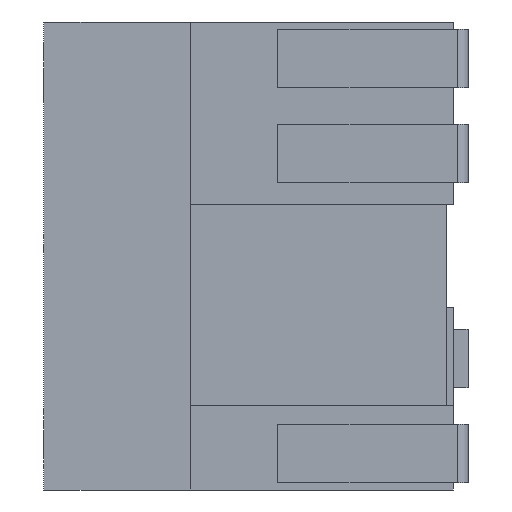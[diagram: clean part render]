
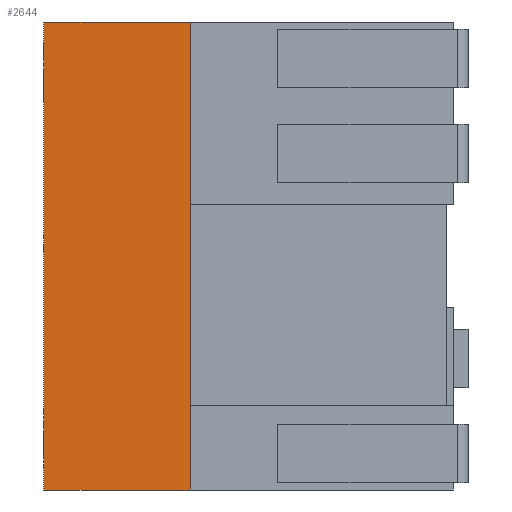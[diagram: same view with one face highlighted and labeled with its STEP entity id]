
A CAD part, left-side view. The second image highlights one B-rep face of the part: STEP entity #2644.
In plain terms, the highlighted planar face has unit normal (-1, 0, 0).
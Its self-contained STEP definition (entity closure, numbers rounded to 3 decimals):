
#218 = DIRECTION ( 'NONE',  ( 0., 0., 1. ) ) ;
#902 = FACE_OUTER_BOUND ( 'NONE', #14742, .T. ) ;
#912 = CARTESIAN_POINT ( 'NONE',  ( -1.5, 2.9, -1.6 ) ) ;
#947 = CARTESIAN_POINT ( 'NONE',  ( -1.5, 2.9, -1.6 ) ) ;
#1486 = DIRECTION ( 'NONE',  ( 0., -1., 0. ) ) ;
#2436 = LINE ( 'NONE', #947, #5670 ) ;
#2644 = ADVANCED_FACE ( 'NONE', ( #902 ), #3128, .T. ) ;
#2755 = ORIENTED_EDGE ( 'NONE', *, *, #10637, .T. ) ;
#3128 = PLANE ( 'NONE',  #14325 ) ;
#3172 = VECTOR ( 'NONE', #10968, 1000. ) ;
#3747 = CARTESIAN_POINT ( 'NONE',  ( -1.5, 2.9, 1.6 ) ) ;
#4200 = ORIENTED_EDGE ( 'NONE', *, *, #13931, .F. ) ;
#4623 = EDGE_CURVE ( 'NONE', #9157, #7130, #12255, .T. ) ;
#4828 = CARTESIAN_POINT ( 'NONE',  ( -1.5, 1.9, -1.6 ) ) ;
#5391 = VECTOR ( 'NONE', #218, 1000. ) ;
#5498 = VERTEX_POINT ( 'NONE', #4828 ) ;
#5670 = VECTOR ( 'NONE', #14272, 1000. ) ;
#6995 = ORIENTED_EDGE ( 'NONE', *, *, #12325, .T. ) ;
#7130 = VERTEX_POINT ( 'NONE', #14941 ) ;
#7611 = VERTEX_POINT ( 'NONE', #8398 ) ;
#7630 = ORIENTED_EDGE ( 'NONE', *, *, #4623, .F. ) ;
#8398 = CARTESIAN_POINT ( 'NONE',  ( -1.5, 2.9, -1.6 ) ) ;
#8669 = LINE ( 'NONE', #14696, #5391 ) ;
#9157 = VERTEX_POINT ( 'NONE', #13314 ) ;
#9697 = LINE ( 'NONE', #15779, #3172 ) ;
#10637 = EDGE_CURVE ( 'NONE', #7611, #5498, #2436, .T. ) ;
#10968 = DIRECTION ( 'NONE',  ( 0., 0., 1. ) ) ;
#11136 = VECTOR ( 'NONE', #1486, 1000. ) ;
#11676 = DIRECTION ( 'NONE',  ( -1., 0., 0. ) ) ;
#12255 = LINE ( 'NONE', #3747, #11136 ) ;
#12325 = EDGE_CURVE ( 'NONE', #5498, #7130, #9697, .T. ) ;
#13314 = CARTESIAN_POINT ( 'NONE',  ( -1.5, 2.9, 1.6 ) ) ;
#13931 = EDGE_CURVE ( 'NONE', #7611, #9157, #8669, .T. ) ;
#14120 = DIRECTION ( 'NONE',  ( 0., -1., 0. ) ) ;
#14272 = DIRECTION ( 'NONE',  ( 0., -1., 0. ) ) ;
#14325 = AXIS2_PLACEMENT_3D ( 'NONE', #912, #11676, #14120 ) ;
#14696 = CARTESIAN_POINT ( 'NONE',  ( -1.5, 2.9, -1.6 ) ) ;
#14742 = EDGE_LOOP ( 'NONE', ( #7630, #4200, #2755, #6995 ) ) ;
#14941 = CARTESIAN_POINT ( 'NONE',  ( -1.5, 1.9, 1.6 ) ) ;
#15779 = CARTESIAN_POINT ( 'NONE',  ( -1.5, 1.9, -1.6 ) ) ;
